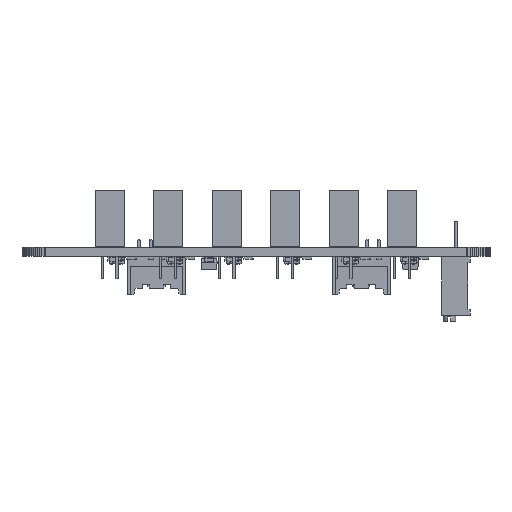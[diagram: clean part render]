
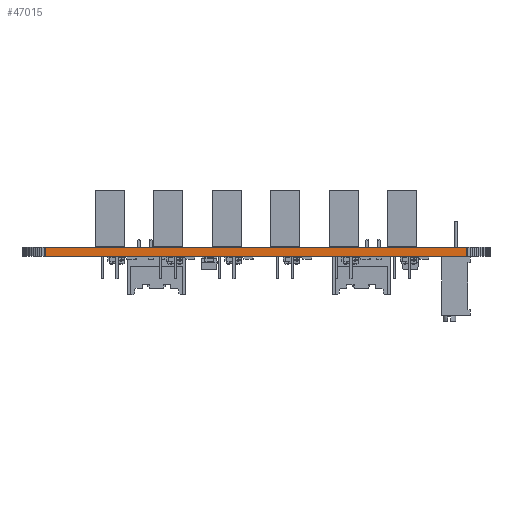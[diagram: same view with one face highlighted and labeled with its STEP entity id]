
A CAD part, left-side view. The second image highlights one B-rep face of the part: STEP entity #47015.
In plain terms, the highlighted planar face has unit normal (-1, 0, 0).
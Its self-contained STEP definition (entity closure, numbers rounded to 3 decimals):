
#37694 = PLANE('',#37695);
#37695 = AXIS2_PLACEMENT_3D('',#37696,#37697,#37698);
#37696 = CARTESIAN_POINT('',(0.,0.,1.6
    ));
#37697 = DIRECTION('',(-0.,-0.,-1.));
#37698 = DIRECTION('',(-1.,0.,0.));
#37748 = PLANE('',#37749);
#37749 = AXIS2_PLACEMENT_3D('',#37750,#37751,#37752);
#37750 = CARTESIAN_POINT('',(0.,0.,0.)
  );
#37751 = DIRECTION('',(-0.,-0.,-1.));
#37752 = DIRECTION('',(-1.,0.,0.));
#39285 = VERTEX_POINT('',#39286);
#39286 = CARTESIAN_POINT('',(-40.,-36.,0.));
#39300 = PLANE('',#39301);
#39301 = AXIS2_PLACEMENT_3D('',#39302,#39303,#39304);
#39302 = CARTESIAN_POINT('',(-39.998,-36.196,0.));
#39303 = DIRECTION('',(-1.,-0.012,0.));
#39304 = DIRECTION('',(-0.012,1.,0.));
#39312 = EDGE_CURVE('',#39285,#39313,#39315,.T.);
#39313 = VERTEX_POINT('',#39314);
#39314 = CARTESIAN_POINT('',(-40.,36.,0.));
#39315 = SURFACE_CURVE('',#39316,(#39320,#39327),.PCURVE_S1.);
#39316 = LINE('',#39317,#39318);
#39317 = CARTESIAN_POINT('',(-40.,-36.,0.));
#39318 = VECTOR('',#39319,1.);
#39319 = DIRECTION('',(0.,1.,0.));
#39320 = PCURVE('',#37748,#39321);
#39321 = DEFINITIONAL_REPRESENTATION('',(#39322),#39326);
#39322 = LINE('',#39323,#39324);
#39323 = CARTESIAN_POINT('',(40.,-36.));
#39324 = VECTOR('',#39325,1.);
#39325 = DIRECTION('',(0.,1.));
#39326 = ( GEOMETRIC_REPRESENTATION_CONTEXT(2) 
PARAMETRIC_REPRESENTATION_CONTEXT() REPRESENTATION_CONTEXT('2D SPACE',''
  ) );
#39327 = PCURVE('',#39328,#39333);
#39328 = PLANE('',#39329);
#39329 = AXIS2_PLACEMENT_3D('',#39330,#39331,#39332);
#39330 = CARTESIAN_POINT('',(-40.,-36.,0.));
#39331 = DIRECTION('',(-1.,0.,0.));
#39332 = DIRECTION('',(0.,1.,0.));
#39333 = DEFINITIONAL_REPRESENTATION('',(#39334),#39338);
#39334 = LINE('',#39335,#39336);
#39335 = CARTESIAN_POINT('',(0.,0.));
#39336 = VECTOR('',#39337,1.);
#39337 = DIRECTION('',(1.,0.));
#39338 = ( GEOMETRIC_REPRESENTATION_CONTEXT(2) 
PARAMETRIC_REPRESENTATION_CONTEXT() REPRESENTATION_CONTEXT('2D SPACE',''
  ) );
#39356 = PLANE('',#39357);
#39357 = AXIS2_PLACEMENT_3D('',#39358,#39359,#39360);
#39358 = CARTESIAN_POINT('',(-40.,36.,0.));
#39359 = DIRECTION('',(-1.,0.012,0.));
#39360 = DIRECTION('',(0.012,1.,0.));
#43456 = VERTEX_POINT('',#43457);
#43457 = CARTESIAN_POINT('',(-40.,-36.,1.6));
#43478 = EDGE_CURVE('',#43456,#43479,#43481,.T.);
#43479 = VERTEX_POINT('',#43480);
#43480 = CARTESIAN_POINT('',(-40.,36.,1.6));
#43481 = SURFACE_CURVE('',#43482,(#43486,#43493),.PCURVE_S1.);
#43482 = LINE('',#43483,#43484);
#43483 = CARTESIAN_POINT('',(-40.,-36.,1.6));
#43484 = VECTOR('',#43485,1.);
#43485 = DIRECTION('',(0.,1.,0.));
#43486 = PCURVE('',#37694,#43487);
#43487 = DEFINITIONAL_REPRESENTATION('',(#43488),#43492);
#43488 = LINE('',#43489,#43490);
#43489 = CARTESIAN_POINT('',(40.,-36.));
#43490 = VECTOR('',#43491,1.);
#43491 = DIRECTION('',(0.,1.));
#43492 = ( GEOMETRIC_REPRESENTATION_CONTEXT(2) 
PARAMETRIC_REPRESENTATION_CONTEXT() REPRESENTATION_CONTEXT('2D SPACE',''
  ) );
#43493 = PCURVE('',#39328,#43494);
#43494 = DEFINITIONAL_REPRESENTATION('',(#43495),#43499);
#43495 = LINE('',#43496,#43497);
#43496 = CARTESIAN_POINT('',(0.,-1.6));
#43497 = VECTOR('',#43498,1.);
#43498 = DIRECTION('',(1.,0.));
#43499 = ( GEOMETRIC_REPRESENTATION_CONTEXT(2) 
PARAMETRIC_REPRESENTATION_CONTEXT() REPRESENTATION_CONTEXT('2D SPACE',''
  ) );
#46965 = EDGE_CURVE('',#39313,#43479,#46966,.T.);
#46966 = SURFACE_CURVE('',#46967,(#46971,#46978),.PCURVE_S1.);
#46967 = LINE('',#46968,#46969);
#46968 = CARTESIAN_POINT('',(-40.,36.,0.));
#46969 = VECTOR('',#46970,1.);
#46970 = DIRECTION('',(0.,0.,1.));
#46971 = PCURVE('',#39356,#46972);
#46972 = DEFINITIONAL_REPRESENTATION('',(#46973),#46977);
#46973 = LINE('',#46974,#46975);
#46974 = CARTESIAN_POINT('',(0.,0.));
#46975 = VECTOR('',#46976,1.);
#46976 = DIRECTION('',(0.,-1.));
#46977 = ( GEOMETRIC_REPRESENTATION_CONTEXT(2) 
PARAMETRIC_REPRESENTATION_CONTEXT() REPRESENTATION_CONTEXT('2D SPACE',''
  ) );
#46978 = PCURVE('',#39328,#46979);
#46979 = DEFINITIONAL_REPRESENTATION('',(#46980),#46984);
#46980 = LINE('',#46981,#46982);
#46981 = CARTESIAN_POINT('',(72.,0.));
#46982 = VECTOR('',#46983,1.);
#46983 = DIRECTION('',(0.,-1.));
#46984 = ( GEOMETRIC_REPRESENTATION_CONTEXT(2) 
PARAMETRIC_REPRESENTATION_CONTEXT() REPRESENTATION_CONTEXT('2D SPACE',''
  ) );
#47015 = ADVANCED_FACE('',(#47016),#39328,.T.);
#47016 = FACE_BOUND('',#47017,.T.);
#47017 = EDGE_LOOP('',(#47018,#47039,#47040,#47041));
#47018 = ORIENTED_EDGE('',*,*,#47019,.T.);
#47019 = EDGE_CURVE('',#39285,#43456,#47020,.T.);
#47020 = SURFACE_CURVE('',#47021,(#47025,#47032),.PCURVE_S1.);
#47021 = LINE('',#47022,#47023);
#47022 = CARTESIAN_POINT('',(-40.,-36.,0.));
#47023 = VECTOR('',#47024,1.);
#47024 = DIRECTION('',(0.,0.,1.));
#47025 = PCURVE('',#39328,#47026);
#47026 = DEFINITIONAL_REPRESENTATION('',(#47027),#47031);
#47027 = LINE('',#47028,#47029);
#47028 = CARTESIAN_POINT('',(0.,0.));
#47029 = VECTOR('',#47030,1.);
#47030 = DIRECTION('',(0.,-1.));
#47031 = ( GEOMETRIC_REPRESENTATION_CONTEXT(2) 
PARAMETRIC_REPRESENTATION_CONTEXT() REPRESENTATION_CONTEXT('2D SPACE',''
  ) );
#47032 = PCURVE('',#39300,#47033);
#47033 = DEFINITIONAL_REPRESENTATION('',(#47034),#47038);
#47034 = LINE('',#47035,#47036);
#47035 = CARTESIAN_POINT('',(0.196,0.));
#47036 = VECTOR('',#47037,1.);
#47037 = DIRECTION('',(0.,-1.));
#47038 = ( GEOMETRIC_REPRESENTATION_CONTEXT(2) 
PARAMETRIC_REPRESENTATION_CONTEXT() REPRESENTATION_CONTEXT('2D SPACE',''
  ) );
#47039 = ORIENTED_EDGE('',*,*,#43478,.T.);
#47040 = ORIENTED_EDGE('',*,*,#46965,.F.);
#47041 = ORIENTED_EDGE('',*,*,#39312,.F.);
